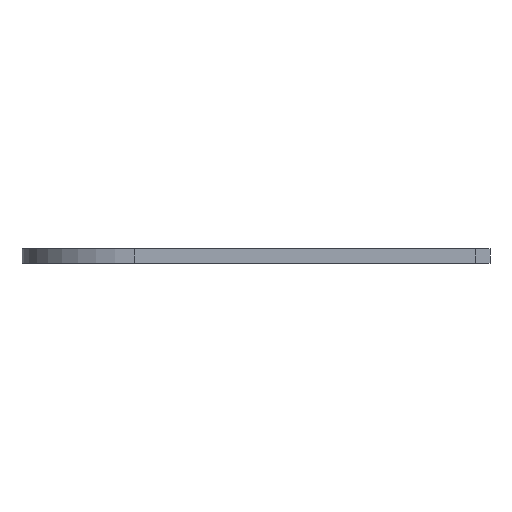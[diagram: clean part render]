
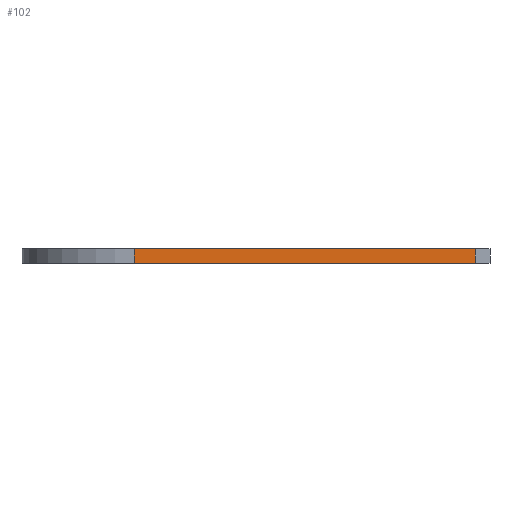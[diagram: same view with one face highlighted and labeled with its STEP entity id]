
A CAD part, front view. The second image highlights one B-rep face of the part: STEP entity #102.
In plain terms, the highlighted planar face has unit normal (0, -1, 0).
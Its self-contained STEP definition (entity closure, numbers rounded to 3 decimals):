
#75=AXIS2_PLACEMENT_3D('Plane Axis2P3D',#72,#73,#74) ;
#50=CARTESIAN_POINT('Vertex',(23.,-3.,-3.)) ;
#53=CARTESIAN_POINT('Line Origine',(23.,-3.,-1.5)) ;
#57=CARTESIAN_POINT('Vertex',(23.,-3.,0.)) ;
#72=CARTESIAN_POINT('Axis2P3D Location',(23.,-3.,0.)) ;
#77=CARTESIAN_POINT('Line Origine',(58.,-3.,-3.)) ;
#81=CARTESIAN_POINT('Vertex',(93.,-3.,-3.)) ;
#84=CARTESIAN_POINT('Line Origine',(93.,-3.,-1.5)) ;
#88=CARTESIAN_POINT('Vertex',(93.,-3.,0.)) ;
#91=CARTESIAN_POINT('Line Origine',(58.,-3.,0.)) ;
#54=DIRECTION('Vector Direction',(0.,0.,1.)) ;
#73=DIRECTION('Axis2P3D Direction',(-0.,1.,0.)) ;
#74=DIRECTION('Axis2P3D XDirection',(1.,0.,0.)) ;
#78=DIRECTION('Vector Direction',(-1.,0.,0.)) ;
#85=DIRECTION('Vector Direction',(0.,0.,1.)) ;
#92=DIRECTION('Vector Direction',(-1.,0.,0.)) ;
#55=VECTOR('Line Direction',#54,1.) ;
#79=VECTOR('Line Direction',#78,1.) ;
#86=VECTOR('Line Direction',#85,1.) ;
#93=VECTOR('Line Direction',#92,1.) ;
#97=ORIENTED_EDGE('',*,*,#59,.F.) ;
#98=ORIENTED_EDGE('',*,*,#83,.F.) ;
#99=ORIENTED_EDGE('',*,*,#90,.F.) ;
#100=ORIENTED_EDGE('',*,*,#95,.F.) ;
#102=ADVANCED_FACE('PartBody',(#101),#76,.F.) ;
#59=EDGE_CURVE('',#51,#58,#56,.T.) ;
#83=EDGE_CURVE('',#82,#51,#80,.T.) ;
#90=EDGE_CURVE('',#89,#82,#87,.F.) ;
#95=EDGE_CURVE('',#58,#89,#94,.F.) ;
#96=EDGE_LOOP('',(#97,#98,#99,#100)) ;
#101=FACE_OUTER_BOUND('',#96,.T.) ;
#56=LINE('Line',#53,#55) ;
#80=LINE('Line',#77,#79) ;
#87=LINE('Line',#84,#86) ;
#94=LINE('Line',#91,#93) ;
#76=PLANE('',#75) ;
#51=VERTEX_POINT('',#50) ;
#58=VERTEX_POINT('',#57) ;
#82=VERTEX_POINT('',#81) ;
#89=VERTEX_POINT('',#88) ;
